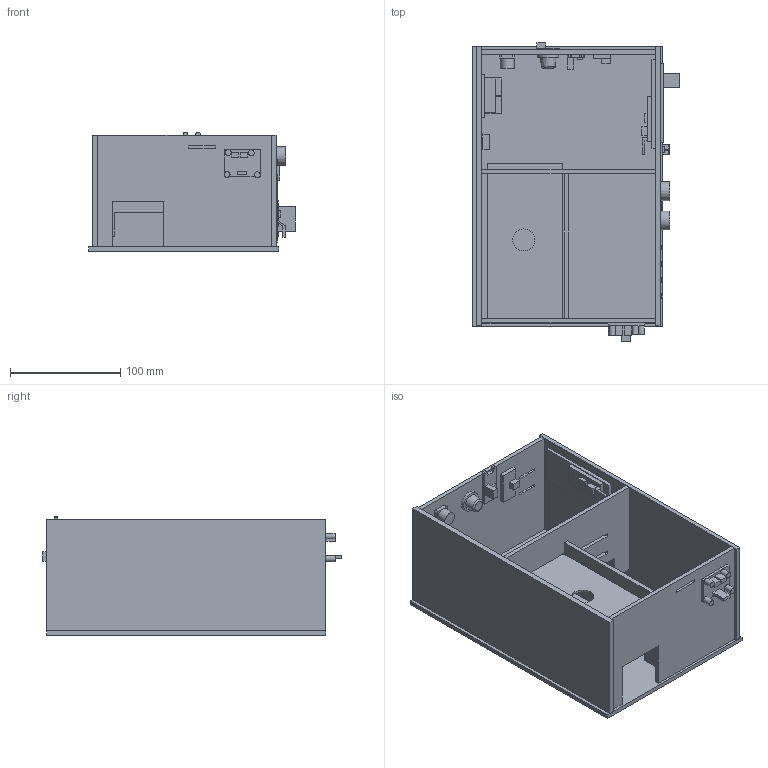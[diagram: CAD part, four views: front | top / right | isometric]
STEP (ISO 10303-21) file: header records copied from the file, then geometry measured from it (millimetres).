
FILE_DESCRIPTION(/* description */ (''),/* implementation_level */ '2;1');
FILE_NAME(/* name */ '機殼.stp',/* time_stamp */ '2020-10-08T23:07:16+08:00',/* author */ (''),/* organization */ (''),/* preprocessor_version */ 'ST-DEVELOPER v16.7',/* originating_system */ 'SIEMENS PLM Software NX 1938',/* authorisation */ '');
FILE_SCHEMA (('AUTOMOTIVE_DESIGN { 1 0 10303 214 3 1 1 1 }'));
Length unit declared in the file: millimetre
Products named in the file (1): 34611AA88695vth1
Bounding box: 187.39 x 270.17 x 107.41 mm (x, y, z)
Volume: 673583.9 mm3; surface area: 376015.4 mm2
Topology: 25 solids, 25 shells, 942 faces, 2386 edges, 1510 vertices
Faces by surface type: plane 507, bspline 182, cylinder 100, torus 89, extrusion 53, cone 9, sphere 2
Full cylindrical faces by diameter (mm): 5.366 x2, 5.412 x2, 12.383 x1, 16.894 x2, 18.79 x1, 20 x1
Entity records: 37235 total; most frequent: CARTESIAN_POINT 16703, ORIENTED_EDGE 4586, DIRECTION 3346, EDGE_CURVE 2293, VERTEX_POINT 1499, VECTOR 1154, LINE 1101, AXIS2_PLACEMENT_3D 1096
